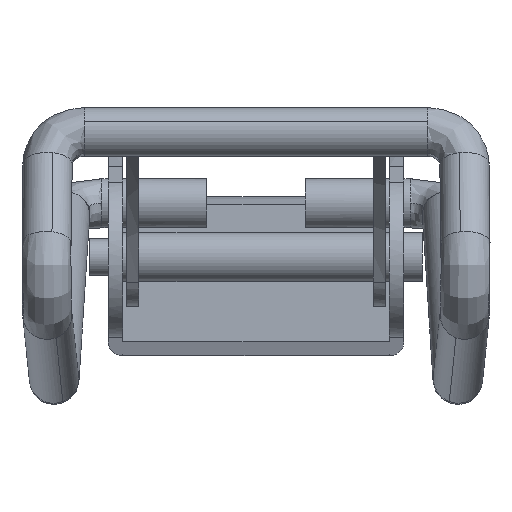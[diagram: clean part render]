
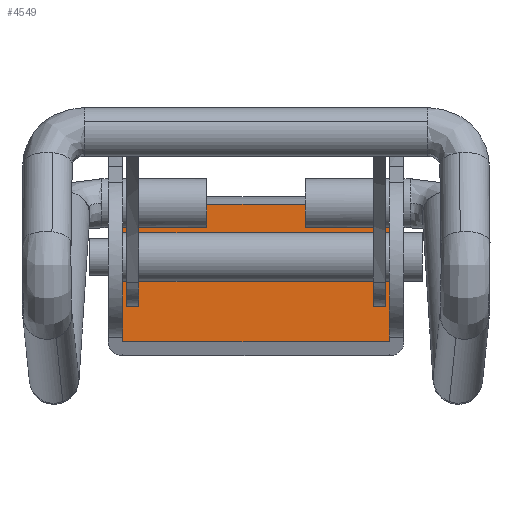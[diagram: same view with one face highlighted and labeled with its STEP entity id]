
A CAD part, top view. The second image highlights one B-rep face of the part: STEP entity #4549.
In plain terms, the highlighted free-form (B-spline) face has degree [1, 1] with [2, 2] control points.
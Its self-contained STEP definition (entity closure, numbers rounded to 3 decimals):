
#4010=CARTESIAN_POINT('',(10.8,4.345,-33.686));
#4011=VERTEX_POINT('',#4010);
#4025=CARTESIAN_POINT('',(10.8,-6.87,-2.469));
#4026=VERTEX_POINT('',#4025);
#4027=CARTESIAN_POINT('',(10.8,-6.87,-2.469));
#4028=CARTESIAN_POINT('',(10.8,4.345,-33.686));
#4029=QUASI_UNIFORM_CURVE('',1,(#4027,#4028),.UNSPECIFIED.,.F.,.U.);
#4030=EDGE_CURVE('',#4026,#4011,#4029,.T.);
#4432=CARTESIAN_POINT('',(-10.8,4.345,-33.686));
#4433=VERTEX_POINT('',#4432);
#4447=CARTESIAN_POINT('',(-10.8,4.345,-33.686));
#4448=CARTESIAN_POINT('',(10.8,4.345,-33.686));
#4449=QUASI_UNIFORM_CURVE('',1,(#4447,#4448),.UNSPECIFIED.,.F.,.U.);
#4450=EDGE_CURVE('',#4433,#4011,#4449,.T.);
#4462=CARTESIAN_POINT('',(-10.8,-6.87,-2.469));
#4463=VERTEX_POINT('',#4462);
#4469=CARTESIAN_POINT('',(-10.8,-6.87,-2.469));
#4470=CARTESIAN_POINT('',(-10.8,4.345,-33.686));
#4471=QUASI_UNIFORM_CURVE('',1,(#4469,#4470),.UNSPECIFIED.,.F.,.U.);
#4472=EDGE_CURVE('',#4463,#4433,#4471,.T.);
#4534=CARTESIAN_POINT('',(-11.879,-7.43,-0.909));
#4535=CARTESIAN_POINT('',(-11.879,4.905,-35.245));
#4536=CARTESIAN_POINT('',(11.879,-7.43,-0.909));
#4537=CARTESIAN_POINT('',(11.879,4.905,-35.245));
#4538=B_SPLINE_SURFACE_WITH_KNOTS('',1,1,((#4534,#4536),(#4535,#4537)),.UNSPECIFIED.,.F.,.F.,.U.,(2,2),(2,2),(0.0,36.485),(0.0,23.758),.UNSPECIFIED.);
#4539=ORIENTED_EDGE('',*,*,#4030,.T.);
#4540=ORIENTED_EDGE('',*,*,#4450,.F.);
#4541=ORIENTED_EDGE('',*,*,#4472,.F.);
#4542=CARTESIAN_POINT('',(10.8,-6.87,-2.469));
#4543=CARTESIAN_POINT('',(-10.8,-6.87,-2.469));
#4544=QUASI_UNIFORM_CURVE('',1,(#4542,#4543),.UNSPECIFIED.,.F.,.U.);
#4545=EDGE_CURVE('',#4026,#4463,#4544,.T.);
#4546=ORIENTED_EDGE('',*,*,#4545,.F.);
#4547=EDGE_LOOP('',(#4539,#4540,#4541,#4546));
#4548=FACE_OUTER_BOUND('',#4547,.T.);
#4549=ADVANCED_FACE('',(#4548),#4538,.F.);
